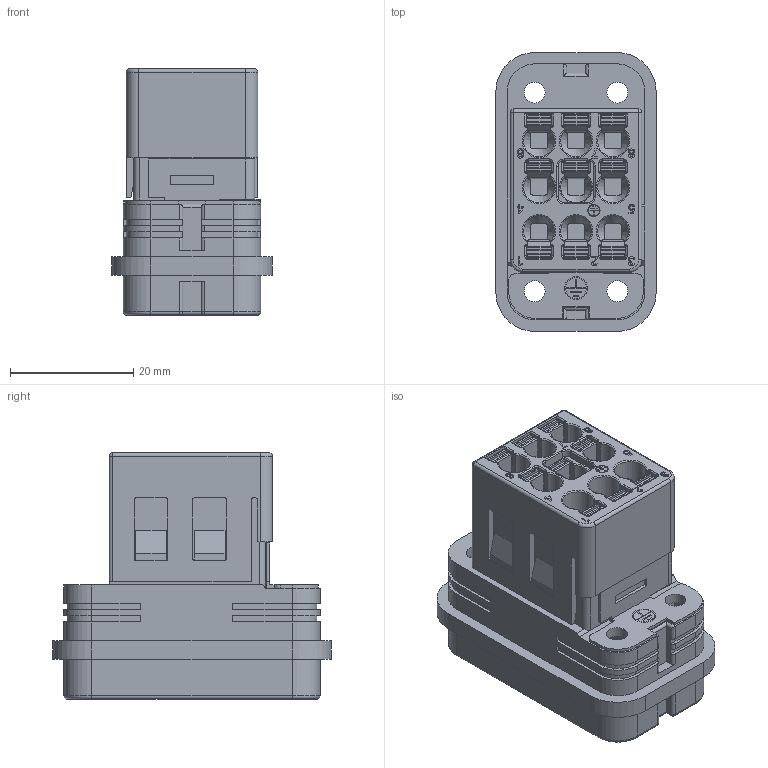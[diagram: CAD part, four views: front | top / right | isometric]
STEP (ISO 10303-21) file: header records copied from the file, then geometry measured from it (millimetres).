
FILE_DESCRIPTION(('Creo Elements/Direct Modeling STEP Export'),'2;1');
FILE_NAME('0ln7uvk5h3n2enu1216','2022-02-07T14:09:53',(''),(''),'Creo Elements/Direct Modeling STEP processor for AP214 (Solid Model)','Creo Elements/Direct Modeling 20.1B 02-Apr-2019 (C) Parametric Technology GmbH','');
FILE_SCHEMA(('AUTOMOTIVE_DESIGN { 1 0 10303 214 1 1 1 1 }'));
Products named in the file (2): CQYM_08E
Assembly tree (1 placements, depth 2):
  CQYM_08E
    CQYM_08E
Bounding box: 26 x 45.2 x 39.9 mm (x, y, z)
Volume: 17297.9 mm3; surface area: 14554.9 mm2
Topology: 1 solids, 1 shells, 1556 faces, 4588 edges, 3062 vertices
Faces by surface type: plane 960, cylinder 455, torus 72, sphere 42, cone 27
Entity records: 65100 total; most frequent: CARTESIAN_POINT 11067, ORIENTED_EDGE 9092, DIRECTION 8164, EDGE_CURVE 4546, VECTOR 3332, LINE 3332, VERTEX_POINT 3062, AXIS2_PLACEMENT_3D 2416
